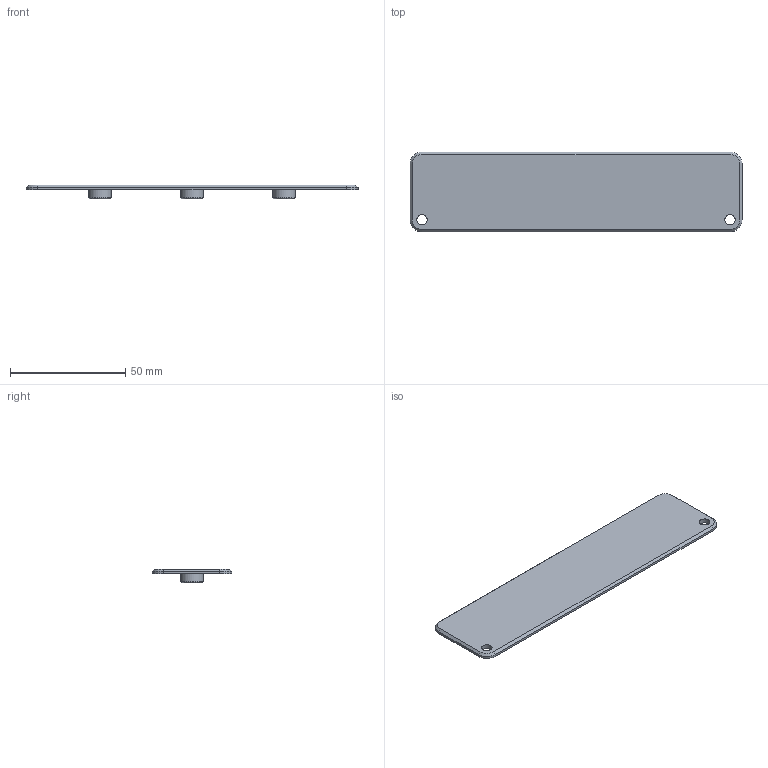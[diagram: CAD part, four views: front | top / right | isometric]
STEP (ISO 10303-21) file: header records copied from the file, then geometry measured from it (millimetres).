
FILE_DESCRIPTION(/* description */ (''),/* implementation_level */ '2;1');
FILE_NAME(/* name */ 'MOLLE Spacer.step',/* time_stamp */ '2024-01-05T19:33:01-08:00',/* author */ (''),/* organization */ (''),/* preprocessor_version */ 'ST-DEVELOPER v20',/* originating_system */ 'Autodesk Translation Framework v12.14.0.127',/* authorisation */ '');
FILE_SCHEMA (('AUTOMOTIVE_DESIGN { 1 0 10303 214 3 1 1 }'));
Length unit declared in the file: millimetre
Products named in the file (1): MOLLE Spacer
Bounding box: 144 x 34.5 x 6 mm (x, y, z)
Volume: 10552.6 mm3; surface area: 10722.6 mm2
Topology: 1 solids, 1 shells, 29 faces, 61 edges, 37 vertices
Faces by surface type: plane 13, cylinder 9, cone 7
Full cylindrical faces by diameter (mm): 4.5 x2, 9.8 x3
Entity records: 813 total; most frequent: DIRECTION 146, CARTESIAN_POINT 128, ORIENTED_EDGE 122, EDGE_CURVE 61, AXIS2_PLACEMENT_3D 55, VERTEX_POINT 37, EDGE_LOOP 36, LINE 36
